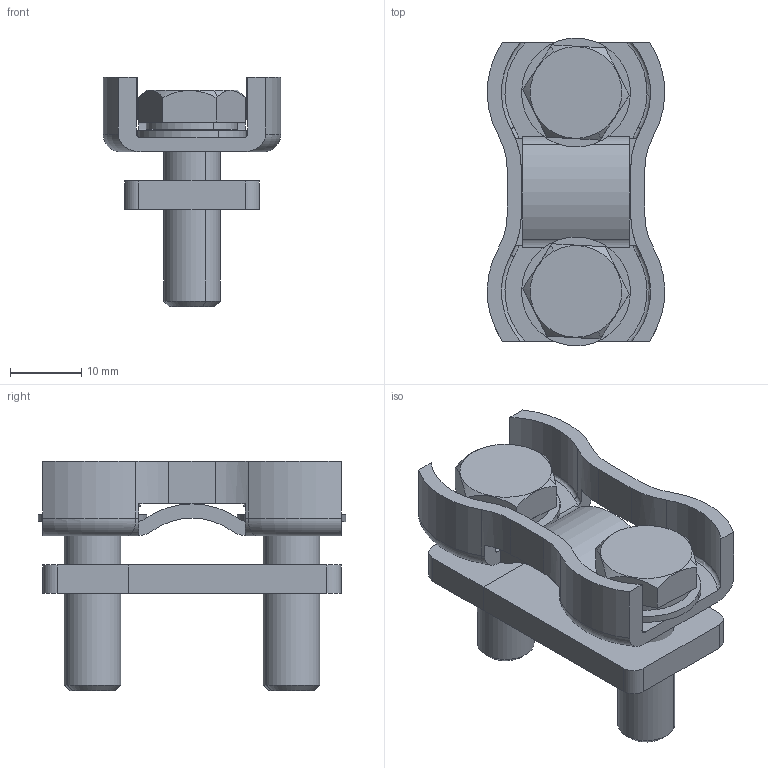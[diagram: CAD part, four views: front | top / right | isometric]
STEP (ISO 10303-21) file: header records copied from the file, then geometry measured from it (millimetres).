
FILE_DESCRIPTION(('CATIA V5 STEP Exchange','CAx-IF Rec.Pracs.--- Model Styling and Organization---1.5--- 2016-08-15','CAx-IF Rec.Pracs.---Supplemental Geometry---1.0---2011-11-01','CAx-IF Rec.Pracs.--- Composite Materials ---1.1---2010-07-15'),'2;1');
FILE_NAME('K2011005_Schellenklemme_S2.stp','2023-01-11T13:32:17+00:00',('none'),('none'),'CATIA Version 5-6 Release 2021 SP4 HF5','CATIA V5 STEP AP214 v2','none');
FILE_SCHEMA(('AUTOMOTIVE_DESIGN { 1 0 10303 214 1 1 1 1 }'));
Length unit declared in the file: millimetre
Products named in the file (4): K2011005_Schellenklemme S2; 56427_Klemmenunterteil; 56426_Klemmenoberteil  S2; 65722_Sechskantschraube
Assembly tree (4 placements, depth 2):
  K2011005_Schellenklemme S2
    56427_Klemmenunterteil
    56426_Klemmenoberteil  S2
    65722_Sechskantschraube  x2
Bounding box: 24.98 x 43.33 x 32.3 mm (x, y, z)
Volume: 9979.1 mm3; surface area: 8382.2 mm2
Topology: 4 solids, 4 shells, 128 faces, 332 edges, 216 vertices
Faces by surface type: plane 52, cylinder 48, torus 20, cone 8
Entity records: 3407 total; most frequent: CARTESIAN_POINT 777, ORIENTED_EDGE 560, DIRECTION 446, EDGE_CURVE 280, AXIS2_PLACEMENT_3D 221, VERTEX_POINT 182, VECTOR 130, LINE 130
